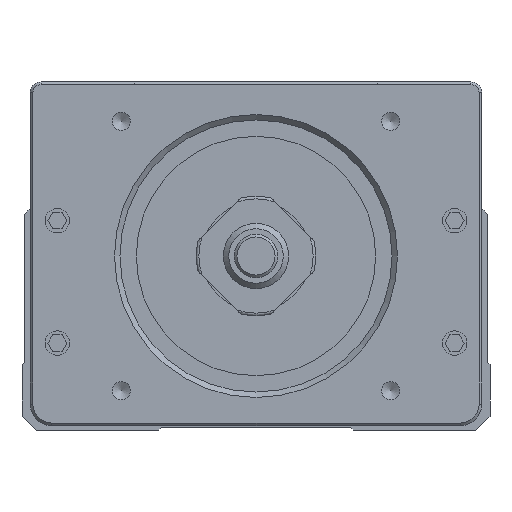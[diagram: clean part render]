
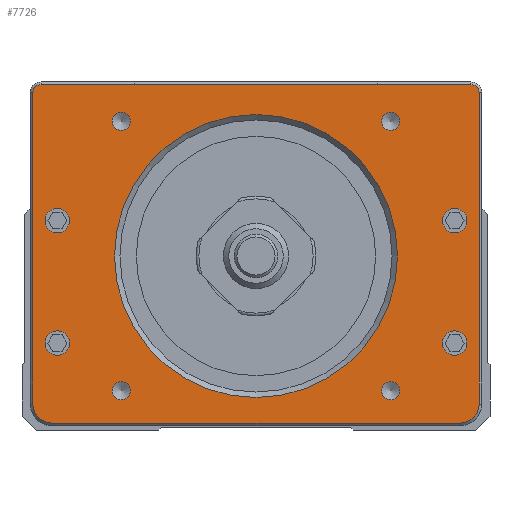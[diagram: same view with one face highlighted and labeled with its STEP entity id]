
A CAD part, front view. The second image highlights one B-rep face of the part: STEP entity #7726.
In plain terms, the highlighted planar face has unit normal (0, -1, 0).
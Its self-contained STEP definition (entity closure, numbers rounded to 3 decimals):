
#1740=PLANE('',#25614);
#2860=LINE('',#35270,#5369);
#2861=LINE('',#35275,#5370);
#2862=LINE('',#35279,#5371);
#2863=LINE('',#35283,#5372);
#5369=VECTOR('',#28044,1.);
#5370=VECTOR('',#28047,1.);
#5371=VECTOR('',#28050,1.);
#5372=VECTOR('',#28053,1.);
#7726=ADVANCED_FACE('',(#9471,#9472,#9473,#9474,#9475,#9476,#9477,#9478,
#9479,#9480),#1740,.F.);
#9471=FACE_BOUND('',#10173,.T.);
#9472=FACE_BOUND('',#10174,.T.);
#9473=FACE_BOUND('',#10175,.T.);
#9474=FACE_BOUND('',#10176,.T.);
#9475=FACE_BOUND('',#10177,.T.);
#9476=FACE_BOUND('',#10178,.T.);
#9477=FACE_BOUND('',#10179,.T.);
#9478=FACE_BOUND('',#10180,.T.);
#9479=FACE_BOUND('',#10181,.T.);
#9480=FACE_BOUND('',#10182,.T.);
#10173=EDGE_LOOP('',(#12211));
#10174=EDGE_LOOP('',(#12212));
#10175=EDGE_LOOP('',(#12213));
#10176=EDGE_LOOP('',(#12214));
#10177=EDGE_LOOP('',(#12215));
#10178=EDGE_LOOP('',(#12216,#12217,#12218,#12219,#12220,#12221,#12222,#12223));
#10179=EDGE_LOOP('',(#12224));
#10180=EDGE_LOOP('',(#12225));
#10181=EDGE_LOOP('',(#12226));
#10182=EDGE_LOOP('',(#12227));
#12211=ORIENTED_EDGE('',*,*,#21551,.T.);
#12212=ORIENTED_EDGE('',*,*,#21552,.T.);
#12213=ORIENTED_EDGE('',*,*,#21553,.T.);
#12214=ORIENTED_EDGE('',*,*,#21554,.T.);
#12215=ORIENTED_EDGE('',*,*,#21555,.T.);
#12216=ORIENTED_EDGE('',*,*,#21556,.T.);
#12217=ORIENTED_EDGE('',*,*,#21557,.T.);
#12218=ORIENTED_EDGE('',*,*,#21558,.T.);
#12219=ORIENTED_EDGE('',*,*,#21559,.T.);
#12220=ORIENTED_EDGE('',*,*,#21560,.T.);
#12221=ORIENTED_EDGE('',*,*,#21561,.T.);
#12222=ORIENTED_EDGE('',*,*,#21562,.T.);
#12223=ORIENTED_EDGE('',*,*,#21563,.T.);
#12224=ORIENTED_EDGE('',*,*,#21564,.T.);
#12225=ORIENTED_EDGE('',*,*,#21565,.T.);
#12226=ORIENTED_EDGE('',*,*,#21566,.T.);
#12227=ORIENTED_EDGE('',*,*,#21567,.T.);
#19162=VERTEX_POINT('',#35261);
#19163=VERTEX_POINT('',#35263);
#19164=VERTEX_POINT('',#35265);
#19165=VERTEX_POINT('',#35267);
#19166=VERTEX_POINT('',#35269);
#19167=VERTEX_POINT('',#35271);
#19168=VERTEX_POINT('',#35272);
#19169=VERTEX_POINT('',#35274);
#19170=VERTEX_POINT('',#35276);
#19171=VERTEX_POINT('',#35278);
#19172=VERTEX_POINT('',#35280);
#19173=VERTEX_POINT('',#35282);
#19174=VERTEX_POINT('',#35284);
#19175=VERTEX_POINT('',#35287);
#19176=VERTEX_POINT('',#35289);
#19177=VERTEX_POINT('',#35291);
#19178=VERTEX_POINT('',#35293);
#21551=EDGE_CURVE('',#19162,#19162,#24832,.T.);
#21552=EDGE_CURVE('',#19163,#19163,#24833,.T.);
#21553=EDGE_CURVE('',#19164,#19164,#24834,.T.);
#21554=EDGE_CURVE('',#19165,#19165,#24835,.T.);
#21555=EDGE_CURVE('',#19166,#19166,#24836,.T.);
#21556=EDGE_CURVE('',#19167,#19168,#2860,.T.);
#21557=EDGE_CURVE('',#19168,#19169,#24837,.T.);
#21558=EDGE_CURVE('',#19169,#19170,#2861,.T.);
#21559=EDGE_CURVE('',#19170,#19171,#24838,.T.);
#21560=EDGE_CURVE('',#19171,#19172,#2862,.T.);
#21561=EDGE_CURVE('',#19172,#19173,#24839,.T.);
#21562=EDGE_CURVE('',#19173,#19174,#2863,.T.);
#21563=EDGE_CURVE('',#19174,#19167,#24840,.T.);
#21564=EDGE_CURVE('',#19175,#19175,#24841,.T.);
#21565=EDGE_CURVE('',#19176,#19176,#24842,.T.);
#21566=EDGE_CURVE('',#19177,#19177,#24843,.T.);
#21567=EDGE_CURVE('',#19178,#19178,#24844,.T.);
#24832=CIRCLE('',#25601,26.);
#24833=CIRCLE('',#25602,1.65);
#24834=CIRCLE('',#25603,1.65);
#24835=CIRCLE('',#25604,1.65);
#24836=CIRCLE('',#25605,1.65);
#24837=CIRCLE('',#25606,1.5);
#24838=CIRCLE('',#25607,1.5);
#24839=CIRCLE('',#25608,3.5);
#24840=CIRCLE('',#25609,3.5);
#24841=CIRCLE('',#25610,2.25);
#24842=CIRCLE('',#25611,2.25);
#24843=CIRCLE('',#25612,2.25);
#24844=CIRCLE('',#25613,2.25);
#25601=AXIS2_PLACEMENT_3D('',#35260,#28034,#28035);
#25602=AXIS2_PLACEMENT_3D('',#35262,#28036,#28037);
#25603=AXIS2_PLACEMENT_3D('',#35264,#28038,#28039);
#25604=AXIS2_PLACEMENT_3D('',#35266,#28040,#28041);
#25605=AXIS2_PLACEMENT_3D('',#35268,#28042,#28043);
#25606=AXIS2_PLACEMENT_3D('',#35273,#28045,#28046);
#25607=AXIS2_PLACEMENT_3D('',#35277,#28048,#28049);
#25608=AXIS2_PLACEMENT_3D('',#35281,#28051,#28052);
#25609=AXIS2_PLACEMENT_3D('',#35285,#28054,#28055);
#25610=AXIS2_PLACEMENT_3D('',#35286,#28056,#28057);
#25611=AXIS2_PLACEMENT_3D('',#35288,#28058,#28059);
#25612=AXIS2_PLACEMENT_3D('',#35290,#28060,#28061);
#25613=AXIS2_PLACEMENT_3D('',#35292,#28062,#28063);
#25614=AXIS2_PLACEMENT_3D('',#35294,#28064,#28065);
#28034=DIRECTION('',(0.,1.,0.));
#28035=DIRECTION('',(0.,0.,1.));
#28036=DIRECTION('',(0.,1.,0.));
#28037=DIRECTION('',(0.,0.,1.));
#28038=DIRECTION('',(0.,1.,0.));
#28039=DIRECTION('',(0.,0.,1.));
#28040=DIRECTION('',(0.,1.,0.));
#28041=DIRECTION('',(0.,0.,1.));
#28042=DIRECTION('',(0.,1.,0.));
#28043=DIRECTION('',(0.,0.,1.));
#28044=DIRECTION('',(0.,0.,1.));
#28045=DIRECTION('',(0.,-1.,0.));
#28046=DIRECTION('',(0.,0.,1.));
#28047=DIRECTION('',(-1.,0.,0.));
#28048=DIRECTION('',(0.,-1.,0.));
#28049=DIRECTION('',(0.,0.,1.));
#28050=DIRECTION('',(0.,0.,-1.));
#28051=DIRECTION('',(0.,-1.,0.));
#28052=DIRECTION('',(0.,0.,1.));
#28053=DIRECTION('',(1.,0.,0.));
#28054=DIRECTION('',(0.,-1.,0.));
#28055=DIRECTION('',(0.,0.,1.));
#28056=DIRECTION('',(0.,1.,0.));
#28057=DIRECTION('',(0.,0.,1.));
#28058=DIRECTION('',(0.,1.,0.));
#28059=DIRECTION('',(0.,0.,1.));
#28060=DIRECTION('',(0.,1.,0.));
#28061=DIRECTION('',(0.,0.,1.));
#28062=DIRECTION('',(0.,1.,0.));
#28063=DIRECTION('',(0.,0.,1.));
#28064=DIRECTION('',(0.,1.,0.));
#28065=DIRECTION('',(0.,0.,-1.));
#35260=CARTESIAN_POINT('',(0.,-236.633,32.));
#35261=CARTESIAN_POINT('',(0.,-236.633,58.));
#35262=CARTESIAN_POINT('',(-24.749,-236.633,56.749));
#35263=CARTESIAN_POINT('',(-24.749,-236.633,58.399));
#35264=CARTESIAN_POINT('',(-24.749,-236.633,7.251));
#35265=CARTESIAN_POINT('',(-24.749,-236.633,8.901));
#35266=CARTESIAN_POINT('',(24.749,-236.633,7.251));
#35267=CARTESIAN_POINT('',(24.749,-236.633,8.901));
#35268=CARTESIAN_POINT('',(24.749,-236.633,56.749));
#35269=CARTESIAN_POINT('',(24.749,-236.633,58.399));
#35270=CARTESIAN_POINT('',(41.,-236.633,60.));
#35271=CARTESIAN_POINT('',(41.,-236.633,4.8));
#35272=CARTESIAN_POINT('',(41.,-236.633,62.));
#35273=CARTESIAN_POINT('',(39.5,-236.633,62.));
#35274=CARTESIAN_POINT('',(39.5,-236.633,63.5));
#35275=CARTESIAN_POINT('',(39.,-236.633,63.5));
#35276=CARTESIAN_POINT('',(-39.5,-236.633,63.5));
#35277=CARTESIAN_POINT('',(-39.5,-236.633,62.));
#35278=CARTESIAN_POINT('',(-41.,-236.633,62.));
#35279=CARTESIAN_POINT('',(-41.,-236.633,60.));
#35280=CARTESIAN_POINT('',(-41.,-236.633,4.8));
#35281=CARTESIAN_POINT('',(-37.5,-236.633,4.8));
#35282=CARTESIAN_POINT('',(-37.5,-236.633,1.3));
#35283=CARTESIAN_POINT('',(39.,-236.633,1.3));
#35284=CARTESIAN_POINT('',(37.5,-236.633,1.3));
#35285=CARTESIAN_POINT('',(37.5,-236.633,4.8));
#35286=CARTESIAN_POINT('',(-36.5,-236.633,38.5));
#35287=CARTESIAN_POINT('',(-36.5,-236.633,40.75));
#35288=CARTESIAN_POINT('',(-36.5,-236.633,16.));
#35289=CARTESIAN_POINT('',(-36.5,-236.633,18.25));
#35290=CARTESIAN_POINT('',(36.5,-236.633,38.5));
#35291=CARTESIAN_POINT('',(36.5,-236.633,40.75));
#35292=CARTESIAN_POINT('',(36.5,-236.633,16.));
#35293=CARTESIAN_POINT('',(36.5,-236.633,18.25));
#35294=CARTESIAN_POINT('',(39.,-236.633,60.));
